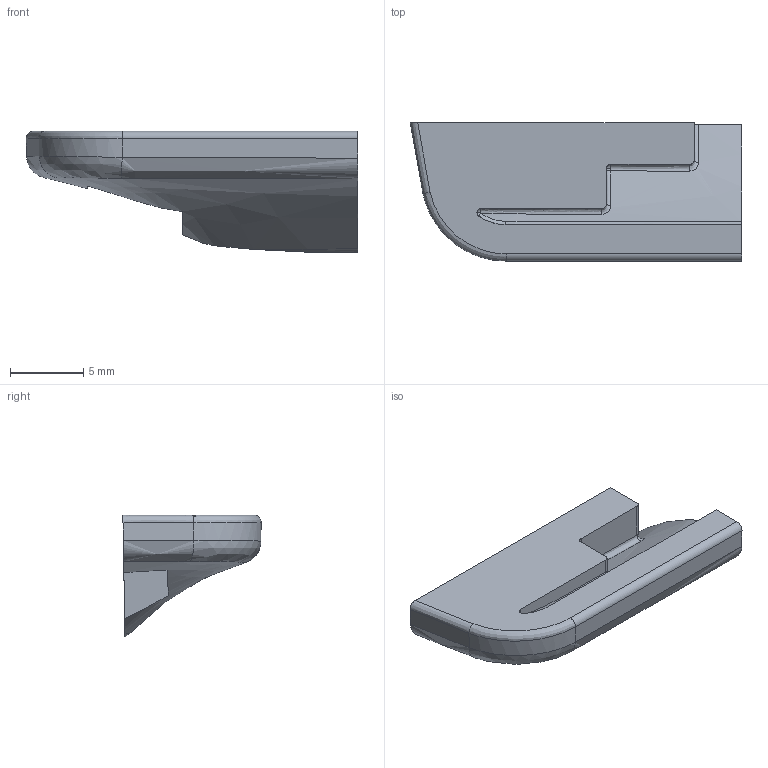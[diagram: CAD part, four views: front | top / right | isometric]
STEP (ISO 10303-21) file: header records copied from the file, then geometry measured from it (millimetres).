
FILE_DESCRIPTION (( 'STEP AP203' ), '1' );
FILE_NAME ('ohne radien.STEP', '2014-01-14T09:53:02', ( '' ), ( '' ), 'SwSTEP 2.0', 'SolidWorks 2014', '' );
FILE_SCHEMA (( 'CONFIG_CONTROL_DESIGN' ));
Length unit declared in the file: millimetre
Products named in the file (1): ohne radien
Bounding box: 22.66 x 9.45 x 8.32 mm (x, y, z)
Volume: 724.5 mm3; surface area: 720.4 mm2
Topology: 1 solids, 1 shells, 42 faces, 109 edges, 67 vertices
Faces by surface type: bspline 19, plane 13, cylinder 6, sphere 4
Entity records: 2555 total; most frequent: CARTESIAN_POINT 1600, ORIENTED_EDGE 214, DIRECTION 139, EDGE_CURVE 107, VERTEX_POINT 67, AXIS2_PLACEMENT_3D 53, B_SPLINE_CURVE_WITH_KNOTS 45, ADVANCED_FACE 42
